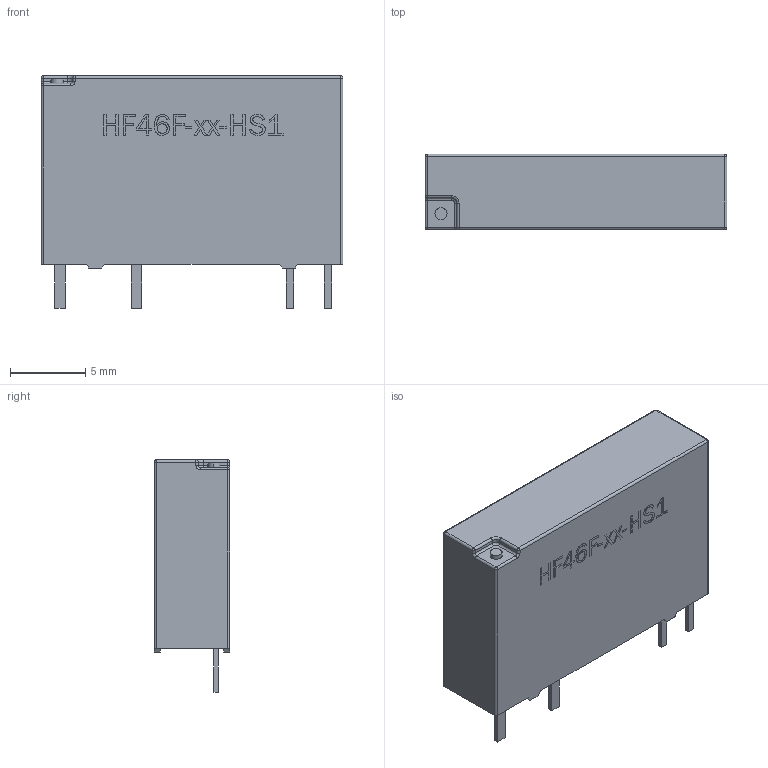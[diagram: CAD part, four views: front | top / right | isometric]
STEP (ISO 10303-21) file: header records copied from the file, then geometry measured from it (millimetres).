
FILE_DESCRIPTION (( 'STEP AP214' ), '1' );
FILE_NAME ('RELAY-TH_HF49FD-L20.0-W5.0-H12.5.step', '2022-07-09T13:28:02', ( '' ), ( '' ), 'SwSTEP 2.0', 'SolidWorks 2020', '' );
FILE_SCHEMA (( 'AUTOMOTIVE_DESIGN' ));
Length unit declared in the file: millimetre
Products named in the file (1): RELAY-TH_HF49FD-L20.0-W5.0-H12.5
Bounding box: 20 x 5.01 x 15.4 mm (x, y, z)
Volume: 1210 mm3; surface area: 870.8 mm2
Topology: 1 solids, 1 shells, 537 faces, 1450 edges, 954 vertices
Faces by surface type: plane 340, bspline 160, cylinder 27, sphere 6, torus 4
Entity records: 25265 total; most frequent: CARTESIAN_POINT 6920, ORIENTED_EDGE 2888, DIRECTION 1934, EDGE_CURVE 1444, LINE 1062, VECTOR 1062, VERTEX_POINT 954, EDGE_LOOP 582
